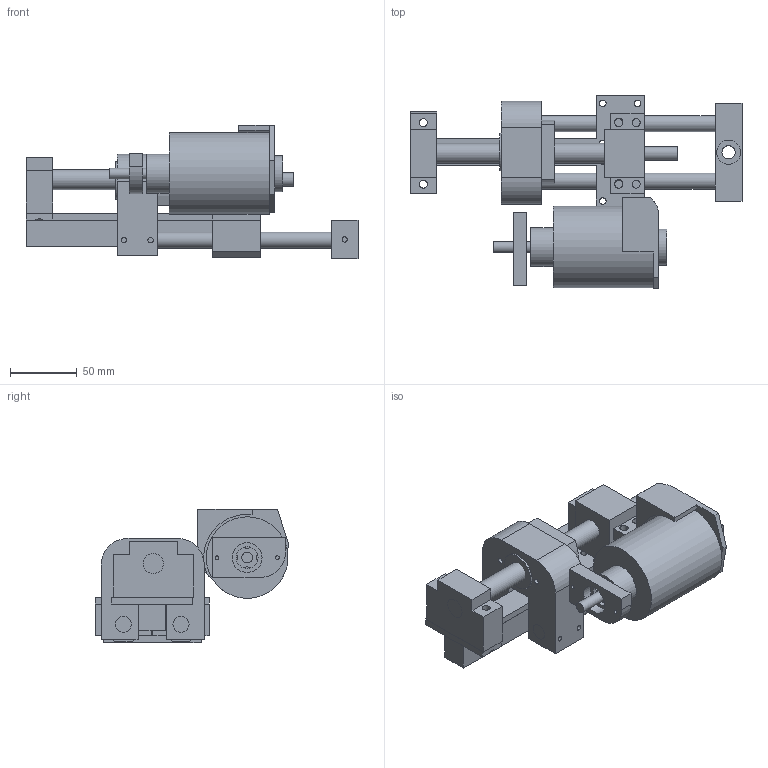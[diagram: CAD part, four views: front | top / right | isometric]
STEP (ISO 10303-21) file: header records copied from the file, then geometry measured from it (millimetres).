
FILE_DESCRIPTION(/* description */ (''),/* implementation_level */ '2;1');
FILE_NAME(/* name */ 'b6e24618-a707-4d83-ad7b-f38152b6c5ac.stp',/* time_stamp */ '2018-06-28T19:57:51+00:00',/* author */ (''),/* organization */ (''),/* preprocessor_version */ 'ST-DEVELOPER v17',/* originating_system */ 'Autodesk Translation Framework v7.1.0.215',/* authorisation */ '');
FILE_SCHEMA (('AUTOMOTIVE_DESIGN { 1 0 10303 214 3 1 1 }'));
Length unit declared in the file: millimetre
Products named in the file (3): linear_actuator; slider; motor v1
Assembly tree (2 placements, depth 2):
  linear_actuator
    slider
    motor v1
Bounding box: 248.09 x 144.47 x 99.8 mm (x, y, z)
Volume: 765397.5 mm3; surface area: 183869.1 mm2
Topology: 17 solids, 17 shells, 253 faces, 647 edges, 437 vertices
Faces by surface type: plane 135, cylinder 107, cone 9, bspline 2
Full cylindrical faces by diameter (mm): 2.8 x2, 3.1 x4, 4 x15, 4.5 x6, 5 x18, 5.5 x4, 6 x9, 6.2 x4, 8 x2, 10 x3, 10.5 x1, 12 x8, 15 x4, 16 x1, 16.25 x1, 17 x1, 18 x1, 20.5 x4, 22.25 x1, 27 x2, 28 x1, 29 x2, 61 x1
Entity records: 8557 total; most frequent: CARTESIAN_POINT 1874, DIRECTION 1356, ORIENTED_EDGE 1294, EDGE_CURVE 647, AXIS2_PLACEMENT_3D 496, VERTEX_POINT 437, EDGE_LOOP 400, LINE 364
